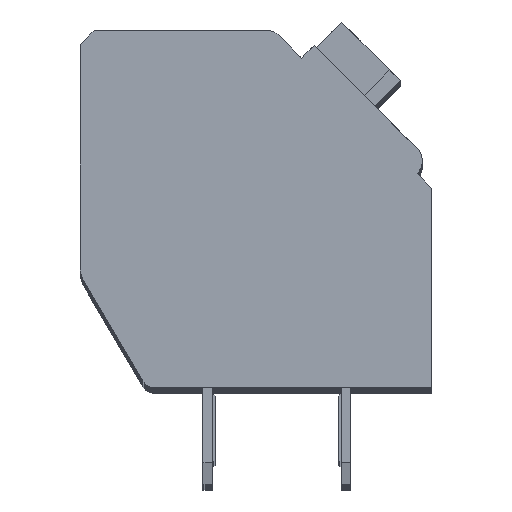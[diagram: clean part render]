
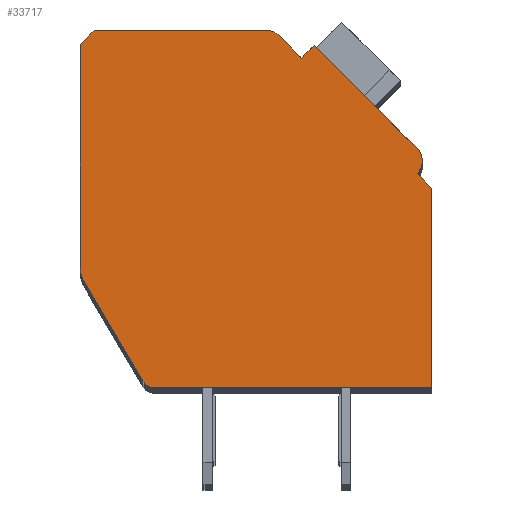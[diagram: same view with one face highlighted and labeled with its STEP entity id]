
A CAD part, top view. The second image highlights one B-rep face of the part: STEP entity #33717.
In plain terms, the highlighted planar face has unit normal (0, 0, 1).
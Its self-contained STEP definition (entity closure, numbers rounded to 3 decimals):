
#1231=DIRECTION('',(0.,-1.,0.));
#1232=VECTOR('',#1231,8.053);
#1233=CARTESIAN_POINT('',(-12.7,12.4,2.1));
#1234=LINE('',#1233,#1232);
#1235=DIRECTION('',(-0.707,-0.707,0.));
#1236=VECTOR('',#1235,0.707);
#1237=CARTESIAN_POINT('',(-12.2,12.9,2.1));
#1238=LINE('',#1237,#1236);
#1239=DIRECTION('',(-1.,0.,0.));
#1240=VECTOR('',#1239,6.298);
#1241=CARTESIAN_POINT('',(-5.902,12.9,2.1));
#1242=LINE('',#1241,#1240);
#1243=CARTESIAN_POINT('',(-5.902,12.4,2.1));
#1244=DIRECTION('',(0.,0.,1.));
#1245=DIRECTION('',(0.707,0.707,0.));
#1246=AXIS2_PLACEMENT_3D('',#1243,#1244,#1245);
#1248=DIRECTION('',(-0.707,0.707,0.));
#1249=VECTOR('',#1248,1.197);
#1250=CARTESIAN_POINT('',(-4.702,11.907,2.1));
#1251=LINE('',#1250,#1249);
#1252=DIRECTION('',(-0.707,-0.707,0.));
#1253=VECTOR('',#1252,0.65);
#1254=CARTESIAN_POINT('',(-4.243,12.367,2.1));
#1255=LINE('',#1254,#1253);
#1256=DIRECTION('',(-0.707,0.707,0.));
#1257=VECTOR('',#1256,5.25);
#1258=CARTESIAN_POINT('',(-0.53,8.655,2.1));
#1259=LINE('',#1258,#1257);
#1260=CARTESIAN_POINT('',(-0.99,8.195,2.1));
#1261=DIRECTION('',(0.,0.,1.));
#1262=DIRECTION('',(0.707,-0.707,0.));
#1263=AXIS2_PLACEMENT_3D('',#1260,#1261,#1262);
#1265=DIRECTION('',(-0.707,0.707,0.));
#1266=VECTOR('',#1265,0.75);
#1267=CARTESIAN_POINT('',(0.,7.205,2.1));
#1268=LINE('',#1267,#1266);
#1269=DIRECTION('',(0.,1.,0.));
#1270=VECTOR('',#1269,7.205);
#1271=CARTESIAN_POINT('',(0.,0.,2.1));
#1272=LINE('',#1271,#1270);
#1273=DIRECTION('',(1.,0.,0.));
#1274=VECTOR('',#1273,10.014);
#1275=CARTESIAN_POINT('',(-10.014,0.,2.1));
#1276=LINE('',#1275,#1274);
#1277=CARTESIAN_POINT('',(-10.014,0.5,2.1));
#1278=DIRECTION('',(0.,0.,1.));
#1279=DIRECTION('',(-0.862,-0.508,0.));
#1280=AXIS2_PLACEMENT_3D('',#1277,#1278,#1279);
#1282=DIRECTION('',(0.508,-0.862,0.));
#1283=VECTOR('',#1282,4.17);
#1284=CARTESIAN_POINT('',(-12.562,3.839,2.1));
#1285=LINE('',#1284,#1283);
#1286=CARTESIAN_POINT('',(-11.7,4.347,2.1));
#1287=DIRECTION('',(0.,0.,1.));
#1288=DIRECTION('',(-1.,0.,0.));
#1289=AXIS2_PLACEMENT_3D('',#1286,#1287,#1288);
#24859=CARTESIAN_POINT('',(-12.7,12.4,2.1));
#24860=CARTESIAN_POINT('',(-12.7,4.347,2.1));
#24861=VERTEX_POINT('',#24859);
#24862=VERTEX_POINT('',#24860);
#24863=CARTESIAN_POINT('',(-12.562,3.839,2.1));
#24864=VERTEX_POINT('',#24863);
#24865=CARTESIAN_POINT('',(-10.445,0.246,2.1));
#24866=VERTEX_POINT('',#24865);
#24867=CARTESIAN_POINT('',(-10.014,0.,2.1));
#24868=VERTEX_POINT('',#24867);
#24869=CARTESIAN_POINT('',(0.,0.,2.1));
#24870=VERTEX_POINT('',#24869);
#24871=CARTESIAN_POINT('',(0.,7.205,2.1));
#24872=VERTEX_POINT('',#24871);
#24873=CARTESIAN_POINT('',(-0.53,7.735,2.1));
#24874=VERTEX_POINT('',#24873);
#24875=CARTESIAN_POINT('',(-0.53,8.655,2.1));
#24876=VERTEX_POINT('',#24875);
#24877=CARTESIAN_POINT('',(-4.243,12.367,2.1));
#24878=VERTEX_POINT('',#24877);
#24879=CARTESIAN_POINT('',(-4.702,11.907,2.1));
#24880=VERTEX_POINT('',#24879);
#24881=CARTESIAN_POINT('',(-5.548,12.754,2.1));
#24882=VERTEX_POINT('',#24881);
#24883=CARTESIAN_POINT('',(-5.902,12.9,2.1));
#24884=VERTEX_POINT('',#24883);
#24885=CARTESIAN_POINT('',(-12.2,12.9,2.1));
#24886=VERTEX_POINT('',#24885);
#33685=CARTESIAN_POINT('',(0.,0.,2.1));
#33686=DIRECTION('',(0.,0.,1.));
#33687=DIRECTION('',(1.,0.,0.));
#33688=AXIS2_PLACEMENT_3D('',#33685,#33686,#33687);
#33689=PLANE('',#33688);
#33690=ORIENTED_EDGE('',*,*,#32570,.F.);
#33692=ORIENTED_EDGE('',*,*,#33691,.F.);
#33694=ORIENTED_EDGE('',*,*,#33693,.F.);
#33696=ORIENTED_EDGE('',*,*,#33695,.F.);
#33698=ORIENTED_EDGE('',*,*,#33697,.F.);
#33700=ORIENTED_EDGE('',*,*,#33699,.F.);
#33702=ORIENTED_EDGE('',*,*,#33701,.F.);
#33704=ORIENTED_EDGE('',*,*,#33703,.F.);
#33706=ORIENTED_EDGE('',*,*,#33705,.F.);
#33708=ORIENTED_EDGE('',*,*,#33707,.F.);
#33710=ORIENTED_EDGE('',*,*,#33709,.F.);
#33712=ORIENTED_EDGE('',*,*,#33711,.F.);
#33713=ORIENTED_EDGE('',*,*,#33159,.F.);
#33714=ORIENTED_EDGE('',*,*,#32782,.F.);
#33715=EDGE_LOOP('',(#33690,#33692,#33694,#33696,#33698,#33700,#33702,#33704,
#33706,#33708,#33710,#33712,#33713,#33714));
#33716=FACE_OUTER_BOUND('',#33715,.F.);
#1247=CIRCLE('',#1246,0.5);
#1264=CIRCLE('',#1263,0.65);
#1281=CIRCLE('',#1280,0.5);
#1290=CIRCLE('',#1289,1.);
#32570=EDGE_CURVE('',#24861,#24862,#1234,.T.);
#32782=EDGE_CURVE('',#24862,#24864,#1290,.T.);
#33159=EDGE_CURVE('',#24864,#24866,#1285,.T.);
#33691=EDGE_CURVE('',#24886,#24861,#1238,.T.);
#33693=EDGE_CURVE('',#24884,#24886,#1242,.T.);
#33695=EDGE_CURVE('',#24882,#24884,#1247,.T.);
#33697=EDGE_CURVE('',#24880,#24882,#1251,.T.);
#33699=EDGE_CURVE('',#24878,#24880,#1255,.T.);
#33701=EDGE_CURVE('',#24876,#24878,#1259,.T.);
#33703=EDGE_CURVE('',#24874,#24876,#1264,.T.);
#33705=EDGE_CURVE('',#24872,#24874,#1268,.T.);
#33707=EDGE_CURVE('',#24870,#24872,#1272,.T.);
#33709=EDGE_CURVE('',#24868,#24870,#1276,.T.);
#33711=EDGE_CURVE('',#24866,#24868,#1281,.T.);
#33717=ADVANCED_FACE('',(#33716),#33689,.T.);
